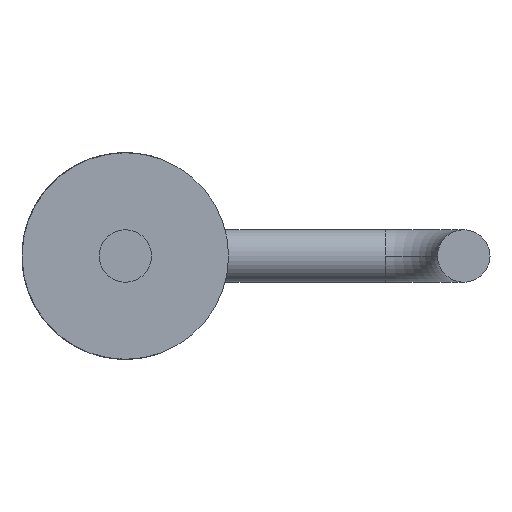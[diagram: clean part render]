
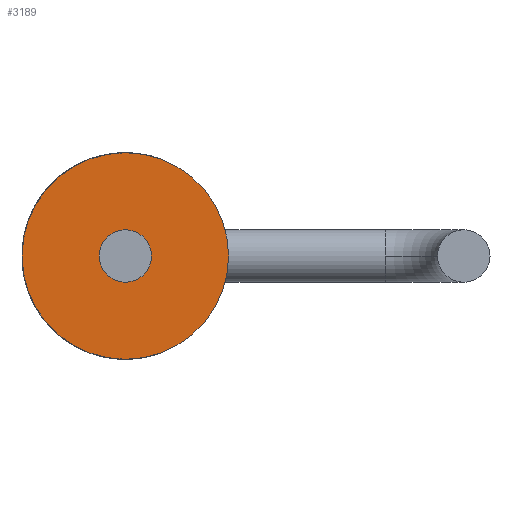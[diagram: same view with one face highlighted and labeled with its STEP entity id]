
A CAD part, front view. The second image highlights one B-rep face of the part: STEP entity #3189.
In plain terms, the highlighted planar face has unit normal (0, -1, 0).
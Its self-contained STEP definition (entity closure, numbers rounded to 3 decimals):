
#132 = VERTEX_POINT ( 'NONE', #3317 ) ;
#166 = EDGE_LOOP ( 'NONE', ( #693, #4271 ) ) ;
#289 = DIRECTION ( 'NONE',  ( 0., 0., 1. ) ) ;
#528 = DIRECTION ( 'NONE',  ( 0., 1., 0. ) ) ;
#693 = ORIENTED_EDGE ( 'NONE', *, *, #2945, .F. ) ;
#1150 = DIRECTION ( 'NONE',  ( 0., 0., 1. ) ) ;
#1531 = CARTESIAN_POINT ( 'NONE',  ( 0., 2., 0. ) ) ;
#1605 = VERTEX_POINT ( 'NONE', #3669 ) ;
#1791 = DIRECTION ( 'NONE',  ( 0., 1., 0. ) ) ;
#1826 = DIRECTION ( 'NONE',  ( 0., 1., 0. ) ) ;
#1908 = ORIENTED_EDGE ( 'NONE', *, *, #4535, .F. ) ;
#1951 = CARTESIAN_POINT ( 'NONE',  ( 0., 2., 0. ) ) ;
#2140 = CARTESIAN_POINT ( 'NONE',  ( 0., 2., 0. ) ) ;
#2497 = CARTESIAN_POINT ( 'NONE',  ( 0., 2., 0. ) ) ;
#2766 = EDGE_CURVE ( 'NONE', #132, #2982, #4048, .T. ) ;
#2945 = EDGE_CURVE ( 'NONE', #3644, #1605, #4293, .T. ) ;
#2982 = VERTEX_POINT ( 'NONE', #4021 ) ;
#3083 = PLANE ( 'NONE',  #4885 ) ;
#3102 = DIRECTION ( 'NONE',  ( 0., -1., 0. ) ) ;
#3189 = ADVANCED_FACE ( 'NONE', ( #4297, #4322 ), #3083, .F. ) ;
#3260 = DIRECTION ( 'NONE',  ( 0., 0., 1. ) ) ;
#3317 = CARTESIAN_POINT ( 'NONE',  ( 0., 2., 1.55 ) ) ;
#3489 = EDGE_CURVE ( 'NONE', #1605, #3644, #3645, .T. ) ;
#3506 = DIRECTION ( 'NONE',  ( 0., -1., 0. ) ) ;
#3528 = EDGE_LOOP ( 'NONE', ( #1908, #4009 ) ) ;
#3644 = VERTEX_POINT ( 'NONE', #3672 ) ;
#3645 = CIRCLE ( 'NONE', #3980, 0.394 ) ;
#3669 = CARTESIAN_POINT ( 'NONE',  ( -0.394, 2., 0. ) ) ;
#3672 = CARTESIAN_POINT ( 'NONE',  ( 0.394, 2., 0. ) ) ;
#3813 = AXIS2_PLACEMENT_3D ( 'NONE', #1951, #3506, #4408 ) ;
#3980 = AXIS2_PLACEMENT_3D ( 'NONE', #1531, #3102, #1150 ) ;
#4009 = ORIENTED_EDGE ( 'NONE', *, *, #2766, .F. ) ;
#4021 = CARTESIAN_POINT ( 'NONE',  ( 0., 2., -1.55 ) ) ;
#4048 = CIRCLE ( 'NONE', #4879, 1.55 ) ;
#4271 = ORIENTED_EDGE ( 'NONE', *, *, #3489, .F. ) ;
#4293 = CIRCLE ( 'NONE', #3813, 0.394 ) ;
#4297 = FACE_BOUND ( 'NONE', #166, .T. ) ;
#4322 = FACE_OUTER_BOUND ( 'NONE', #3528, .T. ) ;
#4408 = DIRECTION ( 'NONE',  ( 0., 0., 1. ) ) ;
#4493 = CIRCLE ( 'NONE', #4827, 1.55 ) ;
#4517 = CARTESIAN_POINT ( 'NONE',  ( 0., 2., 0. ) ) ;
#4535 = EDGE_CURVE ( 'NONE', #2982, #132, #4493, .T. ) ;
#4827 = AXIS2_PLACEMENT_3D ( 'NONE', #2140, #1826, #4976 ) ;
#4879 = AXIS2_PLACEMENT_3D ( 'NONE', #4517, #1791, #289 ) ;
#4885 = AXIS2_PLACEMENT_3D ( 'NONE', #2497, #528, #3260 ) ;
#4976 = DIRECTION ( 'NONE',  ( 0., 0., 1. ) ) ;
